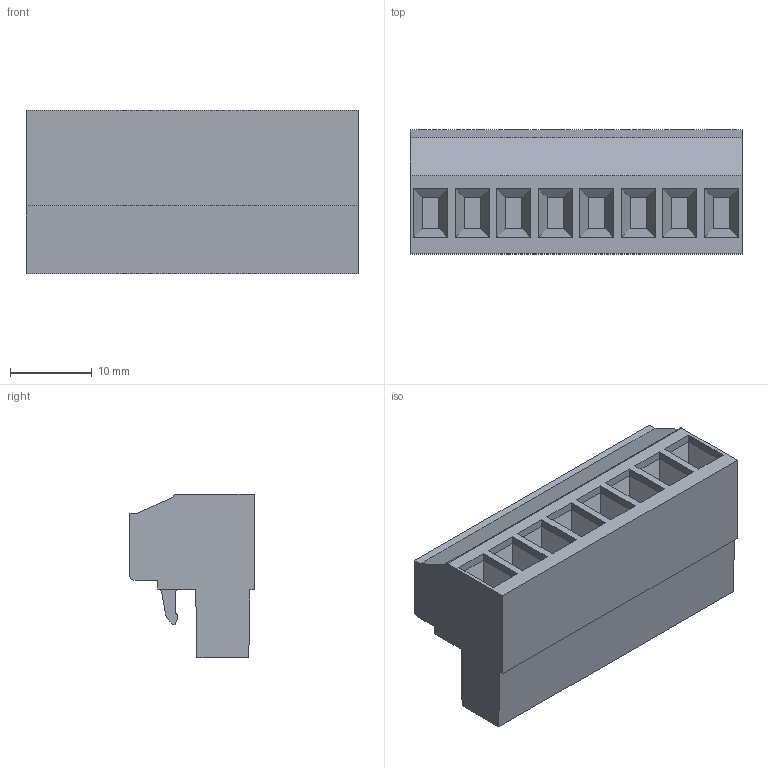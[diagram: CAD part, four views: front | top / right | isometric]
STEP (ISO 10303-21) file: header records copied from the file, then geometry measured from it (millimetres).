
FILE_DESCRIPTION(('CATIA V5 STEP','CAx-IF Rec.Pracs.--- Model Styling and Organization---1.2---2011-12-15'),'2;1');
FILE_NAME ('D1450573_0_1282360000_1282360000.stp','2018-09-01T15:18:05+00:00',('none'),('Weidmueller'),'CATIA Version 5-6 Release 2014','CATIA V5 STEP AP214','none');
FILE_SCHEMA(('AUTOMOTIVE_DESIGN { 1 0 10303 214 1 1 1 1 }'));
Length unit declared in the file: millimetre
Products named in the file (1): 1282360000
Bounding box: 40.64 x 15.2 x 20 mm (x, y, z)
Volume: 7850.9 mm3; surface area: 4261.7 mm2
Topology: 1 solids, 1 shells, 238 faces, 600 edges, 388 vertices
Faces by surface type: plane 210, cylinder 28
Entity records: 6424 total; most frequent: ORIENTED_EDGE 1200, CARTESIAN_POINT 1197, DIRECTION 824, EDGE_CURVE 600, VECTOR 480, LINE 480, VERTEX_POINT 388, EDGE_LOOP 262
